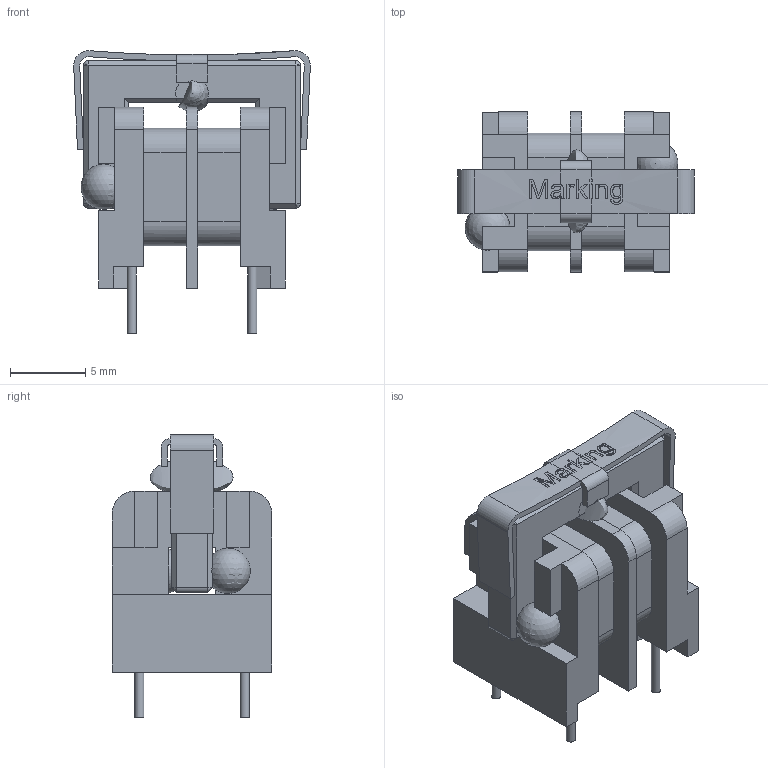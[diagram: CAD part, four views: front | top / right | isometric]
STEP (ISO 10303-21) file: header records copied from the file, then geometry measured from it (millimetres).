
FILE_DESCRIPTION(/* description */ ('Unknown'),/* implementation_level */ '2;1');
FILE_NAME(/* name */ 'L_Wurth_WE-TFC-UU9.8V',/* time_stamp */ '2025-06-05T13:44:11+08:00',/* author */ ('Unknown'),/* organization */ ('Unknown'),/* preprocessor_version */ 'ST-DEVELOPER v19.4',/* originating_system */ 'Solid Edge',/* authorisation */ 'Unknown');
FILE_SCHEMA (('AUTOMOTIVE_DESIGN {1 0 10303 214 3 1 1}'));
Length unit declared in the file: millimetre
Products named in the file (2): L_Wurth_WE-TFC-UU9.8V
Assembly tree (1 placements, depth 2):
  L_Wurth_WE-TFC-UU9.8V
    L_Wurth_WE-TFC-UU9.8V
Bounding box: 15.7 x 10.6 x 18.75 mm (x, y, z)
Volume: 1202.3 mm3; surface area: 1888.8 mm2
Topology: 7 solids, 7 shells, 297 faces, 765 edges, 484 vertices
Faces by surface type: plane 222, cylinder 51, bspline 14, cone 8, sphere 2
Full cylindrical faces by diameter (mm): 0.6 x4
Entity records: 10929 total; most frequent: CARTESIAN_POINT 2299, ORIENTED_EDGE 1464, DIRECTION 1321, EDGE_CURVE 732, LINE 503, VECTOR 503, VERTEX_POINT 472, AXIS2_PLACEMENT_3D 409
